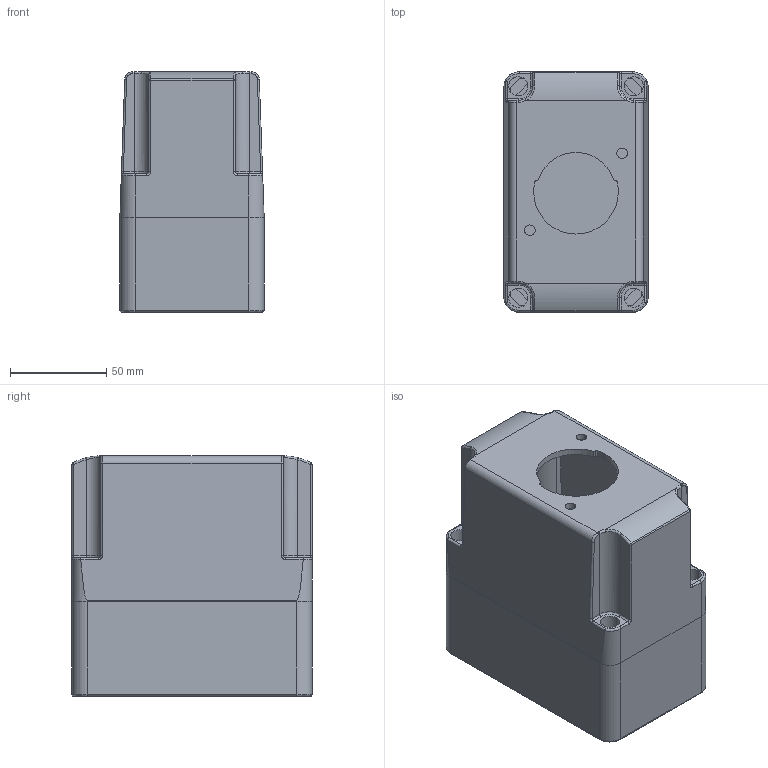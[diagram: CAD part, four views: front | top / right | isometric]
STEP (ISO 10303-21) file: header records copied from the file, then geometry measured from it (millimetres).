
FILE_DESCRIPTION (( 'STEP AP214' ), '1' );
FILE_NAME ('800050.STEP', '2022-08-05T15:21:06', ( '' ), ( '' ), 'SwSTEP 2.0', 'SolidWorks 2021', '' );
FILE_SCHEMA (( 'AUTOMOTIVE_DESIGN' ));
Length unit declared in the file: inch
Products named in the file (1): 800050
Bounding box: 75 x 125 x 125 mm (x, y, z)
Volume: 217819.9 mm3; surface area: 124690.2 mm2
Topology: 2 solids, 2 shells, 186 faces, 472 edges, 292 vertices
Faces by surface type: cylinder 82, plane 64, bspline 40
Entity records: 6707 total; most frequent: CARTESIAN_POINT 2310, ORIENTED_EDGE 944, DIRECTION 890, EDGE_CURVE 472, AXIS2_PLACEMENT_3D 331, VERTEX_POINT 292, VECTOR 228, LINE 228
